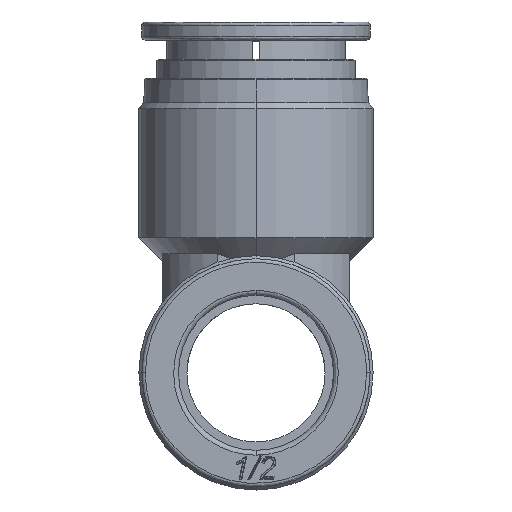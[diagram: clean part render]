
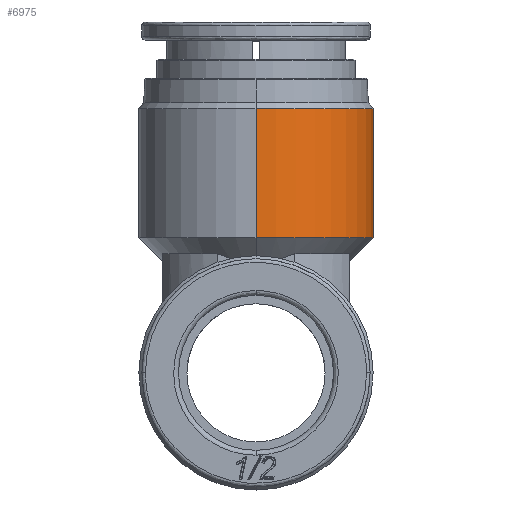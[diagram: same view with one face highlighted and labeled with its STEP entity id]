
A CAD part, front view. The second image highlights one B-rep face of the part: STEP entity #6975.
In plain terms, the highlighted cylindrical face has radius 9.75 mm (diameter 19.5 mm), a partial arc.
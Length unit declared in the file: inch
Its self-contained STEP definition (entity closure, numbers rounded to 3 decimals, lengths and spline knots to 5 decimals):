
#91 = LINE ( 'NONE', #467, #3692 ) ;
#228 = VERTEX_POINT ( 'NONE', #1501 ) ;
#467 = CARTESIAN_POINT ( 'NONE',  ( 0., 0.38386, 0.07874 ) ) ;
#483 = VECTOR ( 'NONE', #962, 39.37008 ) ;
#633 = CARTESIAN_POINT ( 'NONE',  ( 0., 0., 0.86614 ) ) ;
#652 = DIRECTION ( 'NONE',  ( 0., 0., 1. ) ) ;
#858 = ORIENTED_EDGE ( 'NONE', *, *, #4579, .T. ) ;
#962 = DIRECTION ( 'NONE',  ( 0., 0., 1. ) ) ;
#1215 = DIRECTION ( 'NONE',  ( 0., -1., 0. ) ) ;
#1501 = CARTESIAN_POINT ( 'NONE',  ( 0., -0.38386, 0.44291 ) ) ;
#2189 = CARTESIAN_POINT ( 'NONE',  ( 0., 0.38386, 0.44291 ) ) ;
#2386 = EDGE_LOOP ( 'NONE', ( #858, #3340, #3255, #6177 ) ) ;
#2901 = VERTEX_POINT ( 'NONE', #6082 ) ;
#3045 = CARTESIAN_POINT ( 'NONE',  ( 0., -0.38386, 0.07874 ) ) ;
#3255 = ORIENTED_EDGE ( 'NONE', *, *, #4848, .T. ) ;
#3340 = ORIENTED_EDGE ( 'NONE', *, *, #6624, .T. ) ;
#3402 = DIRECTION ( 'NONE',  ( 0., -1., 0. ) ) ;
#3409 = CARTESIAN_POINT ( 'NONE',  ( 0., 0., 0.07874 ) ) ;
#3677 = AXIS2_PLACEMENT_3D ( 'NONE', #633, #5354, #1215 ) ;
#3692 = VECTOR ( 'NONE', #6538, 39.37008 ) ;
#3826 = VERTEX_POINT ( 'NONE', #7950 ) ;
#4095 = DIRECTION ( 'NONE',  ( 0., 0., 1. ) ) ;
#4527 = VERTEX_POINT ( 'NONE', #2189 ) ;
#4579 = EDGE_CURVE ( 'NONE', #228, #4527, #6807, .T. ) ;
#4687 = EDGE_CURVE ( 'NONE', #228, #3826, #8006, .T. ) ;
#4848 = EDGE_CURVE ( 'NONE', #2901, #3826, #8419, .T. ) ;
#5354 = DIRECTION ( 'NONE',  ( 0., 0., -1. ) ) ;
#6055 = CARTESIAN_POINT ( 'NONE',  ( 0., 0., 0.44291 ) ) ;
#6082 = CARTESIAN_POINT ( 'NONE',  ( 0., 0.38386, 0.86614 ) ) ;
#6177 = ORIENTED_EDGE ( 'NONE', *, *, #4687, .F. ) ;
#6412 = CYLINDRICAL_SURFACE ( 'NONE', #6455, 0.38386 ) ;
#6455 = AXIS2_PLACEMENT_3D ( 'NONE', #3409, #4095, #8116 ) ;
#6538 = DIRECTION ( 'NONE',  ( 0., 0., 1. ) ) ;
#6624 = EDGE_CURVE ( 'NONE', #4527, #2901, #91, .T. ) ;
#6629 = FACE_OUTER_BOUND ( 'NONE', #2386, .T. ) ;
#6807 = CIRCLE ( 'NONE', #7758, 0.38386 ) ;
#6975 = ADVANCED_FACE ( 'NONE', ( #6629 ), #6412, .T. ) ;
#7758 = AXIS2_PLACEMENT_3D ( 'NONE', #6055, #652, #3402 ) ;
#7950 = CARTESIAN_POINT ( 'NONE',  ( 0., -0.38386, 0.86614 ) ) ;
#8006 = LINE ( 'NONE', #3045, #483 ) ;
#8116 = DIRECTION ( 'NONE',  ( 0., -1., 0. ) ) ;
#8419 = CIRCLE ( 'NONE', #3677, 0.38386 ) ;
